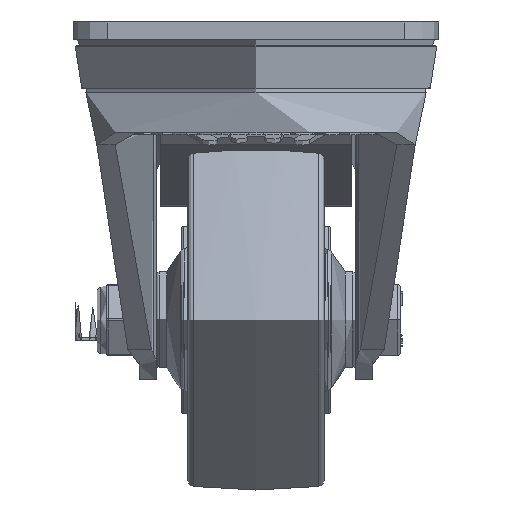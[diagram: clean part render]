
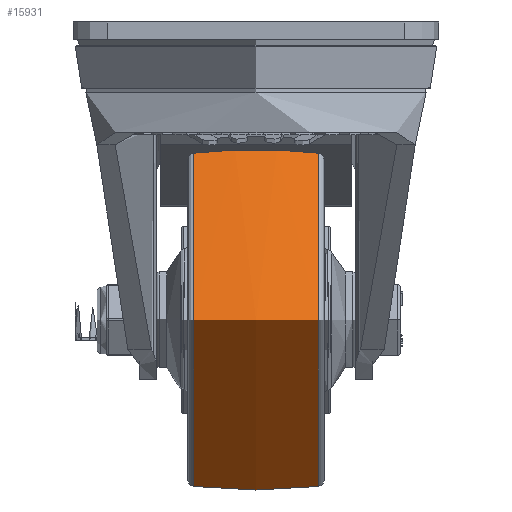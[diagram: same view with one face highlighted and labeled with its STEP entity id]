
A CAD part, left-side view. The second image highlights one B-rep face of the part: STEP entity #15931.
In plain terms, the highlighted free-form (B-spline) face has degree [2, 2] with [3, 9] control points.
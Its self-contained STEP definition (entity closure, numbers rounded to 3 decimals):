
#50=(
BOUNDED_SURFACE()
B_SPLINE_SURFACE(2,2,((#25469,#25470,#25471,#25472,#25473,#25474,#25475,
#25476,#25477),(#25478,#25479,#25480,#25481,#25482,#25483,#25484,#25485,
#25486),(#25487,#25488,#25489,#25490,#25491,#25492,#25493,#25494,#25495)),
 .UNSPECIFIED.,.F.,.T.,.F.)
B_SPLINE_SURFACE_WITH_KNOTS((3,3),(3,2,2,2,3),(-0.114,0.114),
(-3.142,-1.571,0.,1.571,3.142),
 .UNSPECIFIED.)
GEOMETRIC_REPRESENTATION_ITEM()
RATIONAL_B_SPLINE_SURFACE(((1.,0.707,1.,0.707,1.,
0.707,1.,0.707,1.),(0.993,0.702,
0.993,0.702,0.993,0.702,
0.993,0.702,0.993),(1.,0.707,
1.,0.707,1.,0.707,1.,0.707,1.)))
REPRESENTATION_ITEM('')
SURFACE()
);
#2019=FACE_OUTER_BOUND('',#2987,.T.);
#2987=EDGE_LOOP('',(#12592,#12593,#12594,#12595));
#6383=CIRCLE('',#17360,39.16);
#6384=CIRCLE('',#17361,128.5);
#6385=CIRCLE('',#17362,39.16);
#7351=VERTEX_POINT('',#25466);
#7352=VERTEX_POINT('',#25496);
#9248=EDGE_CURVE('',#7351,#7351,#6383,.T.);
#9249=EDGE_CURVE('',#7351,#7352,#6384,.T.);
#9250=EDGE_CURVE('',#7352,#7352,#6385,.T.);
#12592=ORIENTED_EDGE('',*,*,#9248,.F.);
#12593=ORIENTED_EDGE('',*,*,#9249,.T.);
#12594=ORIENTED_EDGE('',*,*,#9250,.T.);
#12595=ORIENTED_EDGE('',*,*,#9249,.F.);
#15931=ADVANCED_FACE('',(#2019),#50,.F.);
#17360=AXIS2_PLACEMENT_3D('',#25468,#20091,#20092);
#17361=AXIS2_PLACEMENT_3D('',#25497,#20093,#20094);
#17362=AXIS2_PLACEMENT_3D('',#25498,#20095,#20096);
#20091=DIRECTION('center_axis',(0.,1.,0.));
#20092=DIRECTION('ref_axis',(-1.,0.,0.));
#20093=DIRECTION('center_axis',(1.,0.,0.));
#20094=DIRECTION('ref_axis',(0.,0.,
1.));
#20095=DIRECTION('center_axis',(0.,1.,0.));
#20096=DIRECTION('ref_axis',(-1.,0.,0.));
#25466=CARTESIAN_POINT('',(0.,14.671,39.16));
#25468=CARTESIAN_POINT('Origin',(0.,14.671,
0.));
#25469=CARTESIAN_POINT('Ctrl Pts',(0.,-14.671,
39.16));
#25470=CARTESIAN_POINT('Ctrl Pts',(39.16,-14.671,39.16));
#25471=CARTESIAN_POINT('Ctrl Pts',(39.16,-14.671,0.));
#25472=CARTESIAN_POINT('Ctrl Pts',(39.16,-14.671,-39.16));
#25473=CARTESIAN_POINT('Ctrl Pts',(0.,-14.671,
-39.16));
#25474=CARTESIAN_POINT('Ctrl Pts',(-39.16,-14.671,
-39.16));
#25475=CARTESIAN_POINT('Ctrl Pts',(-39.16,-14.671,
0.));
#25476=CARTESIAN_POINT('Ctrl Pts',(-39.16,-14.671,
39.16));
#25477=CARTESIAN_POINT('Ctrl Pts',(0.,-14.671,
39.16));
#25478=CARTESIAN_POINT('Ctrl Pts',(0.,0.,
40.846));
#25479=CARTESIAN_POINT('Ctrl Pts',(40.846,0.,
40.846));
#25480=CARTESIAN_POINT('Ctrl Pts',(40.846,0.,
0.));
#25481=CARTESIAN_POINT('Ctrl Pts',(40.846,0.,
-40.846));
#25482=CARTESIAN_POINT('Ctrl Pts',(0.,0.,
-40.846));
#25483=CARTESIAN_POINT('Ctrl Pts',(-40.846,0.,
-40.846));
#25484=CARTESIAN_POINT('Ctrl Pts',(-40.846,0.,
0.));
#25485=CARTESIAN_POINT('Ctrl Pts',(-40.846,0.,
40.846));
#25486=CARTESIAN_POINT('Ctrl Pts',(0.,0.,
40.846));
#25487=CARTESIAN_POINT('Ctrl Pts',(0.,14.671,
39.16));
#25488=CARTESIAN_POINT('Ctrl Pts',(39.16,14.671,39.16));
#25489=CARTESIAN_POINT('Ctrl Pts',(39.16,14.671,0.));
#25490=CARTESIAN_POINT('Ctrl Pts',(39.16,14.671,-39.16));
#25491=CARTESIAN_POINT('Ctrl Pts',(0.,14.671,
-39.16));
#25492=CARTESIAN_POINT('Ctrl Pts',(-39.16,14.671,-39.16));
#25493=CARTESIAN_POINT('Ctrl Pts',(-39.16,14.671,0.));
#25494=CARTESIAN_POINT('Ctrl Pts',(-39.16,14.671,39.16));
#25495=CARTESIAN_POINT('Ctrl Pts',(0.,14.671,
39.16));
#25496=CARTESIAN_POINT('',(0.,-14.671,39.16));
#25497=CARTESIAN_POINT('Origin',(0.,0.,
-88.5));
#25498=CARTESIAN_POINT('Origin',(0.,-14.671,
0.));
